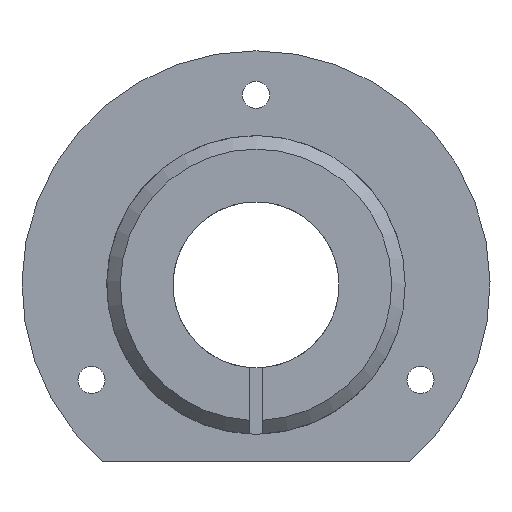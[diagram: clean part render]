
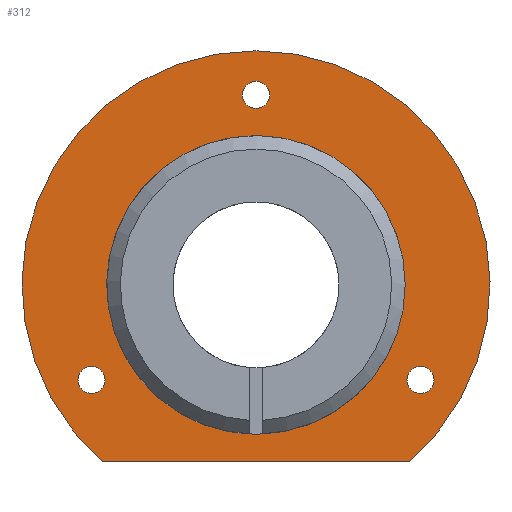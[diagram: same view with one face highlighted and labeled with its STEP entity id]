
A CAD part, front view. The second image highlights one B-rep face of the part: STEP entity #312.
In plain terms, the highlighted planar face has unit normal (0, -1, 0).
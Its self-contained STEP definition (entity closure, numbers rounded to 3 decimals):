
#29=LINE('',#494,#43);
#43=VECTOR('',#397,45.354);
#55=PLANE('',#341);
#65=FACE_BOUND('',#106,.T.);
#66=FACE_BOUND('',#107,.T.);
#67=FACE_BOUND('',#108,.T.);
#68=FACE_BOUND('',#109,.T.);
#69=FACE_BOUND('',#110,.T.);
#106=EDGE_LOOP('',(#236));
#107=EDGE_LOOP('',(#237));
#108=EDGE_LOOP('',(#238));
#109=EDGE_LOOP('',(#239,#240));
#110=EDGE_LOOP('',(#241));
#136=CIRCLE('',#332,2.);
#138=CIRCLE('',#335,2.);
#140=CIRCLE('',#338,2.);
#142=CIRCLE('',#342,34.5);
#143=CIRCLE('',#343,21.5);
#157=VERTEX_POINT('',#472);
#159=VERTEX_POINT('',#477);
#161=VERTEX_POINT('',#482);
#164=VERTEX_POINT('',#488);
#166=VERTEX_POINT('',#492);
#167=VERTEX_POINT('',#497);
#187=EDGE_CURVE('',#157,#157,#136,.T.);
#189=EDGE_CURVE('',#159,#159,#138,.T.);
#191=EDGE_CURVE('',#161,#161,#140,.T.);
#196=EDGE_CURVE('',#164,#166,#29,.T.);
#197=EDGE_CURVE('',#166,#164,#142,.T.);
#198=EDGE_CURVE('',#167,#167,#143,.T.);
#236=ORIENTED_EDGE('',*,*,#187,.T.);
#237=ORIENTED_EDGE('',*,*,#189,.T.);
#238=ORIENTED_EDGE('',*,*,#191,.T.);
#239=ORIENTED_EDGE('',*,*,#196,.T.);
#240=ORIENTED_EDGE('',*,*,#197,.T.);
#241=ORIENTED_EDGE('',*,*,#198,.F.);
#312=ADVANCED_FACE('',(#65,#66,#67,#68,#69),#55,.T.);
#332=AXIS2_PLACEMENT_3D('',#473,#376,#377);
#335=AXIS2_PLACEMENT_3D('',#478,#382,#383);
#338=AXIS2_PLACEMENT_3D('',#483,#388,#389);
#341=AXIS2_PLACEMENT_3D('',#495,#398,#399);
#342=AXIS2_PLACEMENT_3D('',#496,#400,#401);
#343=AXIS2_PLACEMENT_3D('',#498,#402,#403);
#376=DIRECTION('center_axis',(0.,1.,0.));
#377=DIRECTION('ref_axis',(-0.5,0.,-0.866));
#382=DIRECTION('center_axis',(0.,1.,0.));
#383=DIRECTION('ref_axis',(-0.5,0.,0.866));
#388=DIRECTION('center_axis',(0.,1.,0.));
#389=DIRECTION('ref_axis',(1.,0.,0.));
#397=DIRECTION('',(1.,0.,0.));
#398=DIRECTION('center_axis',(0.,-1.,0.));
#399=DIRECTION('ref_axis',(0.,0.,-1.));
#400=DIRECTION('center_axis',(0.,-1.,0.));
#401=DIRECTION('ref_axis',(1.,0.,0.));
#402=DIRECTION('center_axis',(0.,-1.,0.));
#403=DIRECTION('ref_axis',(1.,0.,0.));
#472=CARTESIAN_POINT('',(25.249,30.8,-12.268));
#473=CARTESIAN_POINT('Origin',(24.249,30.8,-14.));
#477=CARTESIAN_POINT('',(-23.249,30.8,-15.732));
#478=CARTESIAN_POINT('Origin',(-24.249,30.8,-14.));
#482=CARTESIAN_POINT('',(-2.,30.8,28.));
#483=CARTESIAN_POINT('Origin',(0.,30.8,28.));
#488=CARTESIAN_POINT('',(-22.677,30.8,-26.));
#492=CARTESIAN_POINT('',(22.677,30.8,-26.));
#494=CARTESIAN_POINT('',(23.448,30.8,-26.));
#495=CARTESIAN_POINT('Origin',(21.75,30.8,0.));
#496=CARTESIAN_POINT('Origin',(0.,30.8,0.));
#497=CARTESIAN_POINT('',(21.5,30.8,0.));
#498=CARTESIAN_POINT('Origin',(0.,30.8,0.));
